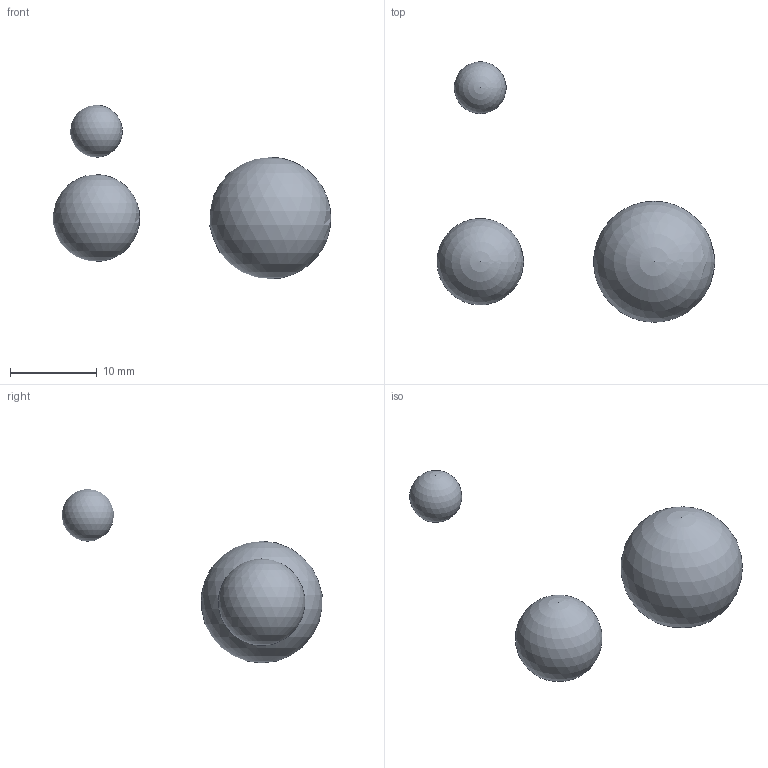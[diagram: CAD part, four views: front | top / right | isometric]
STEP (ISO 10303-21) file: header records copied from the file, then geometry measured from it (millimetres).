
FILE_DESCRIPTION(('Multiple spheres geometry'),'2;1');
FILE_NAME('multi_spheres.stp','2025-01-01T00:00:00',('CNC Generator'),(''),'Manual','','');
FILE_SCHEMA(('AUTOMOTIVE_DESIGN'));
Length unit declared in the file: millimetre
Products named in the file (1): Multi Spheres
Bounding box: 31.96 x 29.93 x 20 mm (x, y, z)
Volume: 2073.5 mm3; surface area: 1043 mm2
Topology: 3 solids, 3 shells, 3 faces, 9 edges, 6 vertices
Faces by surface type: sphere 3
Entity records: 46 total; most frequent: CARTESIAN_POINT 4, AXIS2_PLACEMENT_3D 4, SPHERICAL_SURFACE 3, VERTEX_POINT 3, EDGE_CURVE 3, ORIENTED_EDGE 3, EDGE_LOOP 3, FACE_BOUND 3
